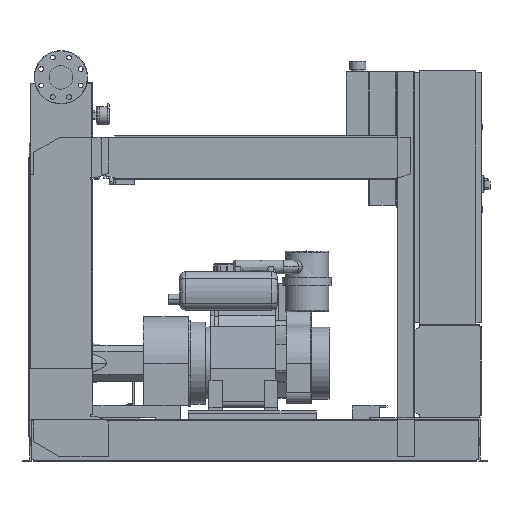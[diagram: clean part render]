
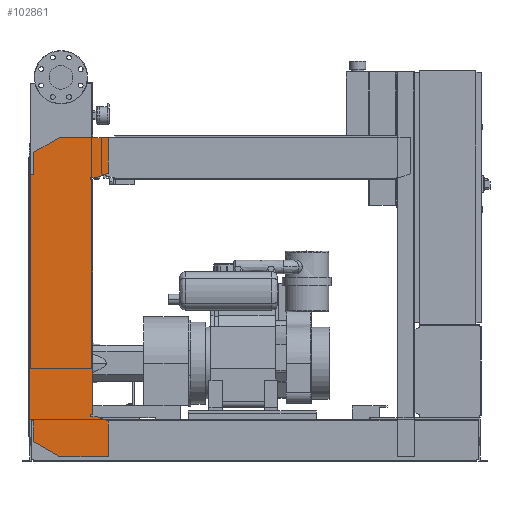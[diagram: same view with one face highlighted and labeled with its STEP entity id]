
A CAD part, front view. The second image highlights one B-rep face of the part: STEP entity #102861.
In plain terms, the highlighted free-form (B-spline) face has degree [1, 1] with [2, 2] control points.
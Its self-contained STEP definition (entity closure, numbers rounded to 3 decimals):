
#102346=CARTESIAN_POINT('',(-102.0,-463.5,1076.0));
#102347=VERTEX_POINT('',#102346);
#102354=CARTESIAN_POINT('',(-102.0,-463.5,1158.574));
#102355=VERTEX_POINT('',#102354);
#102356=CARTESIAN_POINT('',(-102.0,-463.5,1076.0));
#102357=DIRECTION('',(0.0,0.0,1.0));
#102358=VECTOR('',#102357,82.574);
#102359=LINE('',#102356,#102358);
#102360=EDGE_CURVE('',#102347,#102355,#102359,.T.);
#102378=CARTESIAN_POINT('',(-6.,-463.5,1214.0));
#102379=VERTEX_POINT('',#102378);
#102380=CARTESIAN_POINT('',(-102.0,-463.5,1158.574));
#102381=DIRECTION('',(0.866,0.0,0.5));
#102382=VECTOR('',#102381,110.851);
#102383=LINE('',#102380,#102382);
#102384=EDGE_CURVE('',#102355,#102379,#102383,.T.);
#102402=CARTESIAN_POINT('',(177.0,-463.5,1214.0));
#102403=VERTEX_POINT('',#102402);
#102404=CARTESIAN_POINT('',(-6.,-463.5,1214.0));
#102405=DIRECTION('',(1.0,0.0,0.0));
#102406=VECTOR('',#102405,183.0);
#102407=LINE('',#102404,#102406);
#102408=EDGE_CURVE('',#102379,#102403,#102407,.T.);
#102426=CARTESIAN_POINT('',(177.0,-463.5,1080.379));
#102427=VERTEX_POINT('',#102426);
#102428=CARTESIAN_POINT('',(177.0,-463.5,1214.0));
#102429=DIRECTION('',(0.0,0.0,-1.0));
#102430=VECTOR('',#102429,133.621);
#102431=LINE('',#102428,#102430);
#102432=EDGE_CURVE('',#102403,#102427,#102431,.T.);
#102450=CARTESIAN_POINT('',(132.,-463.5,1064.0));
#102451=VERTEX_POINT('',#102450);
#102452=CARTESIAN_POINT('',(177.0,-463.5,1080.379));
#102453=DIRECTION('',(-0.94,0.0,-0.342));
#102454=VECTOR('',#102453,47.888);
#102455=LINE('',#102452,#102454);
#102456=EDGE_CURVE('',#102427,#102451,#102455,.T.);
#102474=CARTESIAN_POINT('',(112.0,-463.5,1064.0));
#102475=VERTEX_POINT('',#102474);
#102476=CARTESIAN_POINT('',(132.,-463.5,1064.0));
#102477=DIRECTION('',(-1.0,0.0,0.0));
#102478=VECTOR('',#102477,20.);
#102479=LINE('',#102476,#102478);
#102480=EDGE_CURVE('',#102451,#102475,#102479,.T.);
#102498=CARTESIAN_POINT('',(112.0,-463.5,1056.0));
#102499=VERTEX_POINT('',#102498);
#102500=CARTESIAN_POINT('',(112.0,-463.5,1064.0));
#102501=DIRECTION('',(0.0,0.0,-1.0));
#102502=VECTOR('',#102501,8.0);
#102503=LINE('',#102500,#102502);
#102504=EDGE_CURVE('',#102475,#102499,#102503,.T.);
#102522=CARTESIAN_POINT('',(120.,-463.5,1056.0));
#102523=VERTEX_POINT('',#102522);
#102524=CARTESIAN_POINT('',(112.0,-463.5,1056.0));
#102525=DIRECTION('',(1.0,0.0,0.0));
#102526=VECTOR('',#102525,8.);
#102527=LINE('',#102524,#102526);
#102528=EDGE_CURVE('',#102499,#102523,#102527,.T.);
#102546=CARTESIAN_POINT('',(120.,-463.5,176.));
#102547=VERTEX_POINT('',#102546);
#102558=CARTESIAN_POINT('',(120.,-463.5,1056.0));
#102559=DIRECTION('',(0.0,0.0,-1.0));
#102560=VECTOR('',#102559,880.);
#102561=LINE('',#102558,#102560);
#102562=EDGE_CURVE('',#102523,#102547,#102561,.T.);
#102576=CARTESIAN_POINT('',(112.,-463.5,176.));
#102577=VERTEX_POINT('',#102576);
#102578=CARTESIAN_POINT('',(120.,-463.5,176.));
#102579=DIRECTION('',(-1.0,0.0,0.0));
#102580=VECTOR('',#102579,8.);
#102581=LINE('',#102578,#102580);
#102582=EDGE_CURVE('',#102547,#102577,#102581,.T.);
#102600=CARTESIAN_POINT('',(112.,-463.5,168.));
#102601=VERTEX_POINT('',#102600);
#102602=CARTESIAN_POINT('',(112.,-463.5,176.));
#102603=DIRECTION('',(0.0,0.0,-1.0));
#102604=VECTOR('',#102603,8.0);
#102605=LINE('',#102602,#102604);
#102606=EDGE_CURVE('',#102577,#102601,#102605,.T.);
#102624=CARTESIAN_POINT('',(132.,-463.5,168.));
#102625=VERTEX_POINT('',#102624);
#102626=CARTESIAN_POINT('',(112.,-463.5,168.));
#102627=DIRECTION('',(1.0,0.0,0.0));
#102628=VECTOR('',#102627,20.0);
#102629=LINE('',#102626,#102628);
#102630=EDGE_CURVE('',#102601,#102625,#102629,.T.);
#102648=CARTESIAN_POINT('',(177.,-463.5,151.621));
#102649=VERTEX_POINT('',#102648);
#102650=CARTESIAN_POINT('',(132.,-463.5,168.));
#102651=DIRECTION('',(0.94,0.0,-0.342));
#102652=VECTOR('',#102651,47.888);
#102653=LINE('',#102650,#102652);
#102654=EDGE_CURVE('',#102625,#102649,#102653,.T.);
#102672=CARTESIAN_POINT('',(177.,-463.5,18.0));
#102673=VERTEX_POINT('',#102672);
#102674=CARTESIAN_POINT('',(177.,-463.5,151.621));
#102675=DIRECTION('',(0.0,0.0,-1.0));
#102676=VECTOR('',#102675,133.621);
#102677=LINE('',#102674,#102676);
#102678=EDGE_CURVE('',#102649,#102673,#102677,.T.);
#102696=CARTESIAN_POINT('',(-4.,-463.5,18.0));
#102697=VERTEX_POINT('',#102696);
#102698=CARTESIAN_POINT('',(177.,-463.5,18.0));
#102699=DIRECTION('',(-1.0,0.0,0.0));
#102700=VECTOR('',#102699,181.);
#102701=LINE('',#102698,#102700);
#102702=EDGE_CURVE('',#102673,#102697,#102701,.T.);
#102720=CARTESIAN_POINT('',(-102.,-463.5,74.58));
#102721=VERTEX_POINT('',#102720);
#102722=CARTESIAN_POINT('',(-4.,-463.5,18.0));
#102723=DIRECTION('',(-0.866,0.,0.5));
#102724=VECTOR('',#102723,113.161);
#102725=LINE('',#102722,#102724);
#102726=EDGE_CURVE('',#102697,#102721,#102725,.T.);
#102744=CARTESIAN_POINT('',(-102.,-463.5,156.0));
#102745=VERTEX_POINT('',#102744);
#102746=CARTESIAN_POINT('',(-102.,-463.5,74.58));
#102747=DIRECTION('',(0.0,0.0,1.0));
#102748=VECTOR('',#102747,81.42);
#102749=LINE('',#102746,#102748);
#102750=EDGE_CURVE('',#102721,#102745,#102749,.T.);
#102768=CARTESIAN_POINT('',(-122.,-463.5,156.0));
#102769=VERTEX_POINT('',#102768);
#102770=CARTESIAN_POINT('',(-102.,-463.5,156.0));
#102771=DIRECTION('',(-1.0,0.0,0.0));
#102772=VECTOR('',#102771,20.0);
#102773=LINE('',#102770,#102772);
#102774=EDGE_CURVE('',#102745,#102769,#102773,.T.);
#102792=CARTESIAN_POINT('',(-122.0,-463.5,1076.0));
#102793=VERTEX_POINT('',#102792);
#102806=CARTESIAN_POINT('',(-122.,-463.5,156.0));
#102807=DIRECTION('',(0.0,0.0,1.0));
#102808=VECTOR('',#102807,920.0);
#102809=LINE('',#102806,#102808);
#102810=EDGE_CURVE('',#102769,#102793,#102809,.T.);
#102824=CARTESIAN_POINT('',(-122.0,-463.5,1076.0));
#102825=DIRECTION('',(1.0,0.0,0.0));
#102826=VECTOR('',#102825,20.0);
#102827=LINE('',#102824,#102826);
#102828=EDGE_CURVE('',#102793,#102347,#102827,.T.);
#102834=CARTESIAN_POINT('',(-122.,-463.5,18.0));
#102835=CARTESIAN_POINT('',(177.0,-463.5,18.0));
#102836=CARTESIAN_POINT('',(-122.,-463.5,1214.0));
#102837=CARTESIAN_POINT('',(177.0,-463.5,1214.0));
#102838=B_SPLINE_SURFACE_WITH_KNOTS('',1,1,((#102834,#102836),(#102835,#102837)),.UNSPECIFIED.,.F.,.F.,.U.,(2,2),(2,2),(0.0,299.),(0.0,1196.0),.UNSPECIFIED.);
#102839=ORIENTED_EDGE('',*,*,#102828,.F.);
#102840=ORIENTED_EDGE('',*,*,#102810,.F.);
#102841=ORIENTED_EDGE('',*,*,#102774,.F.);
#102842=ORIENTED_EDGE('',*,*,#102750,.F.);
#102843=ORIENTED_EDGE('',*,*,#102726,.F.);
#102844=ORIENTED_EDGE('',*,*,#102702,.F.);
#102845=ORIENTED_EDGE('',*,*,#102678,.F.);
#102846=ORIENTED_EDGE('',*,*,#102654,.F.);
#102847=ORIENTED_EDGE('',*,*,#102630,.F.);
#102848=ORIENTED_EDGE('',*,*,#102606,.F.);
#102849=ORIENTED_EDGE('',*,*,#102582,.F.);
#102850=ORIENTED_EDGE('',*,*,#102562,.F.);
#102851=ORIENTED_EDGE('',*,*,#102528,.F.);
#102852=ORIENTED_EDGE('',*,*,#102504,.F.);
#102853=ORIENTED_EDGE('',*,*,#102480,.F.);
#102854=ORIENTED_EDGE('',*,*,#102456,.F.);
#102855=ORIENTED_EDGE('',*,*,#102432,.F.);
#102856=ORIENTED_EDGE('',*,*,#102408,.F.);
#102857=ORIENTED_EDGE('',*,*,#102384,.F.);
#102858=ORIENTED_EDGE('',*,*,#102360,.F.);
#102859=EDGE_LOOP('',(#102839,#102840,#102841,#102842,#102843,#102844,#102845,#102846,#102847,#102848,#102849,#102850,#102851,#102852,#102853,#102854,#102855,#102856,#102857,#102858));
#102860=FACE_OUTER_BOUND('',#102859,.T.);
#102861=ADVANCED_FACE('',(#102860),#102838,.T.);
